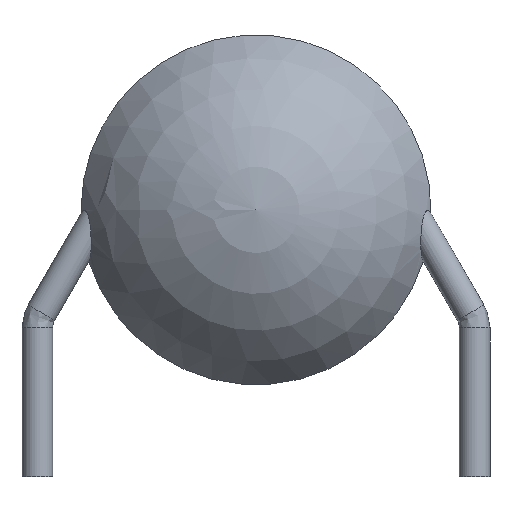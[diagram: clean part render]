
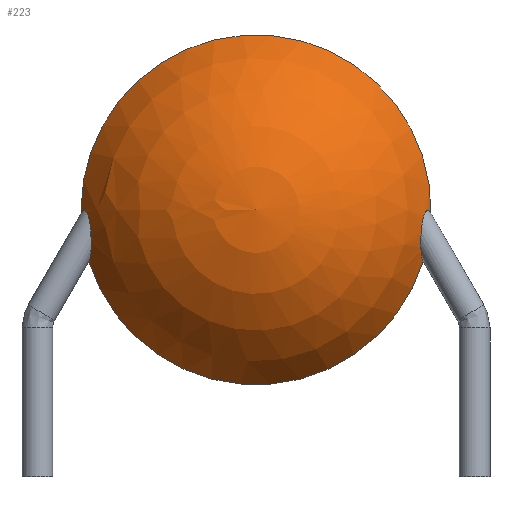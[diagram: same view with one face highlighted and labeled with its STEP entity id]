
A CAD part, front view. The second image highlights one B-rep face of the part: STEP entity #223.
In plain terms, the highlighted spherical face has radius 4.45 mm.
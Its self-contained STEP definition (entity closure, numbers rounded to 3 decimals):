
#106 = VERTEX_POINT('',#107);
#107 = CARTESIAN_POINT('',(-3.787,-0.35,3.688));
#113 = EDGE_CURVE('',#106,#114,#116,.T.);
#114 = VERTEX_POINT('',#115);
#115 = CARTESIAN_POINT('',(-3.824,0.,
2.925));
#116 = B_SPLINE_CURVE_WITH_KNOTS('',8,(#117,#118,#119,#120,#121,#122,
#123,#124,#125,#126,#127,#128,#129,#130,#131,#132),.UNSPECIFIED.,.F.
,.F.,(9,7,9),(0.,0.414,1.),.UNSPECIFIED.);
#117 = CARTESIAN_POINT('',(-3.787,-0.35,3.688));
#118 = CARTESIAN_POINT('',(-3.782,-0.35,
3.639));
#119 = CARTESIAN_POINT('',(-3.777,-0.347,3.588
));
#120 = CARTESIAN_POINT('',(-3.773,-0.341,
3.533));
#121 = CARTESIAN_POINT('',(-3.77,-0.332,
3.477));
#122 = CARTESIAN_POINT('',(-3.768,-0.32,3.421
));
#123 = CARTESIAN_POINT('',(-3.767,-0.304,
3.366));
#124 = CARTESIAN_POINT('',(-3.767,-0.285,
3.313));
#125 = CARTESIAN_POINT('',(-3.77,-0.236,3.194
));
#126 = CARTESIAN_POINT('',(-3.773,-0.203,3.132)
);
#127 = CARTESIAN_POINT('',(-3.779,-0.169,
3.079));
#128 = CARTESIAN_POINT('',(-3.786,-0.134,3.035
));
#129 = CARTESIAN_POINT('',(-3.794,-0.1,
2.998));
#130 = CARTESIAN_POINT('',(-3.803,-0.066,
2.968));
#131 = CARTESIAN_POINT('',(-3.813,-0.032,
2.944));
#132 = CARTESIAN_POINT('',(-3.824,0.,
2.925));
#135 = VERTEX_POINT('',#136);
#136 = CARTESIAN_POINT('',(-3.999,0.,
4.021));
#183 = EDGE_CURVE('',#135,#106,#184,.T.);
#184 = B_SPLINE_CURVE_WITH_KNOTS('',7,(#185,#186,#187,#188,#189,#190,
#191,#192,#193,#194,#195,#196,#197,#198,#199,#200,#201,#202,#203,
#204,#205,#206,#207,#208,#209,#210,#211,#212,#213,#214,#215,#216),
.UNSPECIFIED.,.F.,.F.,(8,6,6,6,6,8),(0.,0.247,0.415,
0.548,0.779,1.),.UNSPECIFIED.);
#185 = CARTESIAN_POINT('',(-3.999,0.,
4.021));
#186 = CARTESIAN_POINT('',(-3.991,-0.017,
4.034));
#187 = CARTESIAN_POINT('',(-3.983,-0.034,
4.047));
#188 = CARTESIAN_POINT('',(-3.974,-0.052,
4.058));
#189 = CARTESIAN_POINT('',(-3.965,-0.071,
4.068));
#190 = CARTESIAN_POINT('',(-3.955,-0.091,
4.077));
#191 = CARTESIAN_POINT('',(-3.944,-0.112,
4.083));
#192 = CARTESIAN_POINT('',(-3.923,-0.15,4.086)
);
#193 = CARTESIAN_POINT('',(-3.915,-0.166,4.085)
);
#194 = CARTESIAN_POINT('',(-3.906,-0.182,
4.083));
#195 = CARTESIAN_POINT('',(-3.898,-0.197,
4.078));
#196 = CARTESIAN_POINT('',(-3.89,-0.211,
4.07));
#197 = CARTESIAN_POINT('',(-3.882,-0.225,4.061)
);
#198 = CARTESIAN_POINT('',(-3.869,-0.247,
4.042));
#199 = CARTESIAN_POINT('',(-3.864,-0.256,
4.033));
#200 = CARTESIAN_POINT('',(-3.859,-0.265,
4.023));
#201 = CARTESIAN_POINT('',(-3.854,-0.272,
4.013));
#202 = CARTESIAN_POINT('',(-3.85,-0.279,4.002
));
#203 = CARTESIAN_POINT('',(-3.846,-0.286,
3.991));
#204 = CARTESIAN_POINT('',(-3.836,-0.301,
3.961));
#205 = CARTESIAN_POINT('',(-3.83,-0.31,
3.941));
#206 = CARTESIAN_POINT('',(-3.825,-0.318,
3.921));
#207 = CARTESIAN_POINT('',(-3.82,-0.324,
3.899));
#208 = CARTESIAN_POINT('',(-3.815,-0.33,
3.878));
#209 = CARTESIAN_POINT('',(-3.811,-0.334,3.857
));
#210 = CARTESIAN_POINT('',(-3.804,-0.342,3.814
));
#211 = CARTESIAN_POINT('',(-3.801,-0.345,
3.793));
#212 = CARTESIAN_POINT('',(-3.797,-0.347,
3.772));
#213 = CARTESIAN_POINT('',(-3.795,-0.348,
3.751));
#214 = CARTESIAN_POINT('',(-3.792,-0.349,
3.73));
#215 = CARTESIAN_POINT('',(-3.789,-0.35,
3.709));
#216 = CARTESIAN_POINT('',(-3.787,-0.35,3.688));
#223 = ADVANCED_FACE('',(#224),#312,.T.);
#224 = FACE_BOUND('',#225,.T.);
#225 = EDGE_LOOP('',(#226,#237,#244,#245,#246,#255,#304,#311));
#226 = ORIENTED_EDGE('',*,*,#227,.F.);
#227 = EDGE_CURVE('',#228,#230,#232,.T.);
#228 = VERTEX_POINT('',#229);
#229 = CARTESIAN_POINT('',(-4.,0.,4.1));
#230 = VERTEX_POINT('',#231);
#231 = CARTESIAN_POINT('',(0.,-2.5,4.1));
#232 = CIRCLE('',#233,4.45);
#233 = AXIS2_PLACEMENT_3D('',#234,#235,#236);
#234 = CARTESIAN_POINT('',(0.,1.95,4.1));
#235 = DIRECTION('',(0.,0.,1.));
#236 = DIRECTION('',(-0.899,-0.438,0.));
#237 = ORIENTED_EDGE('',*,*,#238,.T.);
#238 = EDGE_CURVE('',#228,#135,#239,.T.);
#239 = CIRCLE('',#240,4.);
#240 = AXIS2_PLACEMENT_3D('',#241,#242,#243);
#241 = CARTESIAN_POINT('',(0.,0.,4.1));
#242 = DIRECTION('',(0.,-1.,0.));
#243 = DIRECTION('',(-1.,0.,0.));
#244 = ORIENTED_EDGE('',*,*,#183,.T.);
#245 = ORIENTED_EDGE('',*,*,#113,.T.);
#246 = ORIENTED_EDGE('',*,*,#247,.T.);
#247 = EDGE_CURVE('',#114,#248,#250,.T.);
#248 = VERTEX_POINT('',#249);
#249 = CARTESIAN_POINT('',(3.824,0.,
2.925));
#250 = CIRCLE('',#251,4.);
#251 = AXIS2_PLACEMENT_3D('',#252,#253,#254);
#252 = CARTESIAN_POINT('',(0.,0.,4.1));
#253 = DIRECTION('',(0.,-1.,0.));
#254 = DIRECTION('',(-1.,0.,0.));
#255 = ORIENTED_EDGE('',*,*,#256,.T.);
#256 = EDGE_CURVE('',#248,#257,#259,.T.);
#257 = VERTEX_POINT('',#258);
#258 = CARTESIAN_POINT('',(3.999,0.,
4.021));
#259 = B_SPLINE_CURVE_WITH_KNOTS('',8,(#260,#261,#262,#263,#264,#265,
#266,#267,#268,#269,#270,#271,#272,#273,#274,#275,#276,#277,#278,
#279,#280,#281,#282,#283,#284,#285,#286,#287,#288,#289,#290,#291,
#292,#293,#294,#295,#296,#297,#298,#299,#300,#301,#302,#303),
.UNSPECIFIED.,.F.,.F.,(9,7,7,7,7,7,9),(0.,0.2,
0.357,0.48,0.595,0.766,1.),
.UNSPECIFIED.);
#260 = CARTESIAN_POINT('',(3.824,0.,
2.925));
#261 = CARTESIAN_POINT('',(3.816,-0.024,
2.939));
#262 = CARTESIAN_POINT('',(3.808,-0.047,
2.955));
#263 = CARTESIAN_POINT('',(3.802,-0.07,
2.974));
#264 = CARTESIAN_POINT('',(3.796,-0.093,
2.995));
#265 = CARTESIAN_POINT('',(3.791,-0.115,3.018)
);
#266 = CARTESIAN_POINT('',(3.786,-0.137,3.044)
);
#267 = CARTESIAN_POINT('',(3.782,-0.158,3.072
));
#268 = CARTESIAN_POINT('',(3.775,-0.195,3.126
));
#269 = CARTESIAN_POINT('',(3.773,-0.211,3.152)
);
#270 = CARTESIAN_POINT('',(3.771,-0.226,3.179
));
#271 = CARTESIAN_POINT('',(3.769,-0.241,3.208
));
#272 = CARTESIAN_POINT('',(3.768,-0.255,3.239)
);
#273 = CARTESIAN_POINT('',(3.767,-0.269,3.271
));
#274 = CARTESIAN_POINT('',(3.767,-0.282,3.305
));
#275 = CARTESIAN_POINT('',(3.768,-0.303,3.37)
);
#276 = CARTESIAN_POINT('',(3.768,-0.312,3.399
));
#277 = CARTESIAN_POINT('',(3.769,-0.32,3.43
));
#278 = CARTESIAN_POINT('',(3.77,-0.327,3.462
));
#279 = CARTESIAN_POINT('',(3.772,-0.333,3.495
));
#280 = CARTESIAN_POINT('',(3.774,-0.339,3.529
));
#281 = CARTESIAN_POINT('',(3.776,-0.343,3.565
));
#282 = CARTESIAN_POINT('',(3.782,-0.349,3.634
));
#283 = CARTESIAN_POINT('',(3.785,-0.351,3.668
));
#284 = CARTESIAN_POINT('',(3.788,-0.351,3.703
));
#285 = CARTESIAN_POINT('',(3.792,-0.35,3.737
));
#286 = CARTESIAN_POINT('',(3.797,-0.348,3.77
));
#287 = CARTESIAN_POINT('',(3.802,-0.344,3.802
));
#288 = CARTESIAN_POINT('',(3.807,-0.339,3.832
));
#289 = CARTESIAN_POINT('',(3.82,-0.324,3.903
));
#290 = CARTESIAN_POINT('',(3.829,-0.312,3.94
));
#291 = CARTESIAN_POINT('',(3.838,-0.299,3.973
));
#292 = CARTESIAN_POINT('',(3.848,-0.283,4.002)
);
#293 = CARTESIAN_POINT('',(3.858,-0.267,4.025
));
#294 = CARTESIAN_POINT('',(3.869,-0.249,4.044)
);
#295 = CARTESIAN_POINT('',(3.879,-0.23,4.059)
);
#296 = CARTESIAN_POINT('',(3.906,-0.183,4.084
));
#297 = CARTESIAN_POINT('',(3.921,-0.156,4.09
));
#298 = CARTESIAN_POINT('',(3.935,-0.128,4.089)
);
#299 = CARTESIAN_POINT('',(3.949,-0.102,4.083
));
#300 = CARTESIAN_POINT('',(3.962,-0.075,
4.072));
#301 = CARTESIAN_POINT('',(3.975,-0.05,
4.058));
#302 = CARTESIAN_POINT('',(3.987,-0.025,
4.041));
#303 = CARTESIAN_POINT('',(3.999,0.,
4.021));
#304 = ORIENTED_EDGE('',*,*,#305,.T.);
#305 = EDGE_CURVE('',#257,#228,#306,.T.);
#306 = CIRCLE('',#307,4.);
#307 = AXIS2_PLACEMENT_3D('',#308,#309,#310);
#308 = CARTESIAN_POINT('',(0.,0.,4.1));
#309 = DIRECTION('',(0.,-1.,0.));
#310 = DIRECTION('',(-1.,0.,0.));
#311 = ORIENTED_EDGE('',*,*,#227,.T.);
#312 = SPHERICAL_SURFACE('',#313,4.45);
#313 = AXIS2_PLACEMENT_3D('',#314,#315,#316);
#314 = CARTESIAN_POINT('',(0.,1.95,4.1));
#315 = DIRECTION('',(0.,-1.,0.));
#316 = DIRECTION('',(-1.,0.,0.));
